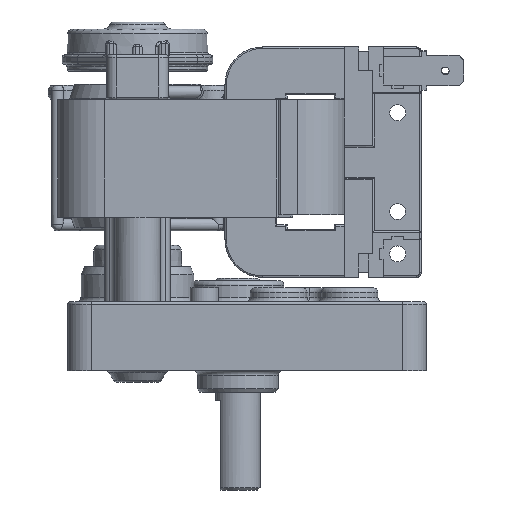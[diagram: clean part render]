
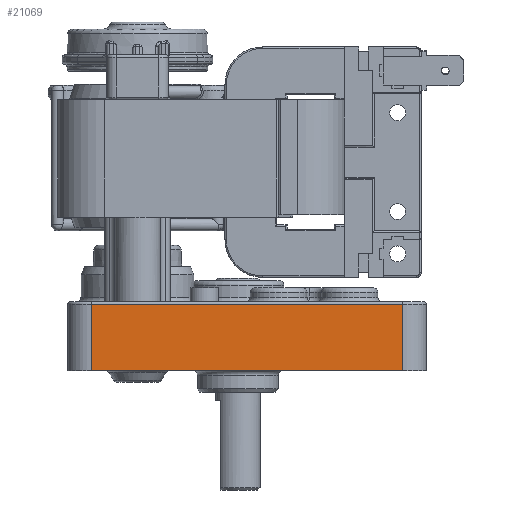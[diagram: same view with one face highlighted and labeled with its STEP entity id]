
A CAD part, left-side view. The second image highlights one B-rep face of the part: STEP entity #21069.
In plain terms, the highlighted planar face has unit normal (-1, 0, 0).
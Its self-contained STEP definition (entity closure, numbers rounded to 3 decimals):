
#18480=CARTESIAN_POINT('',(-34.925,-33.1,-1.6));
#18481=VERTEX_POINT('',#18480);
#18489=CARTESIAN_POINT('',(-34.925,33.1,-1.6));
#18490=VERTEX_POINT('',#18489);
#18491=CARTESIAN_POINT('',(-34.925,33.1,-1.6));
#18492=DIRECTION('',(0.0,-1.0,0.0));
#18493=VECTOR('',#18492,66.2);
#18494=LINE('',#18491,#18493);
#18495=EDGE_CURVE('',#18490,#18481,#18494,.T.);
#20967=CARTESIAN_POINT('',(-34.925,-33.1,12.5));
#20968=VERTEX_POINT('',#20967);
#20993=CARTESIAN_POINT('',(-34.925,33.1,12.5));
#20994=VERTEX_POINT('',#20993);
#21002=CARTESIAN_POINT('',(-34.925,33.1,12.5));
#21003=DIRECTION('',(0.0,-1.0,0.0));
#21004=VECTOR('',#21003,66.2);
#21005=LINE('',#21002,#21004);
#21006=EDGE_CURVE('',#20994,#20968,#21005,.T.);
#21037=CARTESIAN_POINT('',(-34.925,-33.1,12.5));
#21038=DIRECTION('',(0.0,0.0,-1.0));
#21039=VECTOR('',#21038,14.1);
#21040=LINE('',#21037,#21039);
#21041=EDGE_CURVE('',#20968,#18481,#21040,.T.);
#21053=CARTESIAN_POINT('',(-34.925,-38.1,0.0));
#21054=DIRECTION('',(-1.0,0.0,0.0));
#21055=DIRECTION('',(0.0,0.0,1.0));
#21056=AXIS2_PLACEMENT_3D('',#21053,#21054,#21055);
#21057=PLANE('',#21056);
#21058=ORIENTED_EDGE('',*,*,#21006,.F.);
#21059=CARTESIAN_POINT('',(-34.925,33.1,-1.6));
#21060=DIRECTION('',(0.0,0.0,1.0));
#21061=VECTOR('',#21060,14.1);
#21062=LINE('',#21059,#21061);
#21063=EDGE_CURVE('',#18490,#20994,#21062,.T.);
#21064=ORIENTED_EDGE('',*,*,#21063,.F.);
#21065=ORIENTED_EDGE('',*,*,#18495,.T.);
#21066=ORIENTED_EDGE('',*,*,#21041,.F.);
#21067=EDGE_LOOP('',(#21058,#21064,#21065,#21066));
#21068=FACE_OUTER_BOUND('',#21067,.T.);
#21069=ADVANCED_FACE('',(#21068),#21057,.T.);
